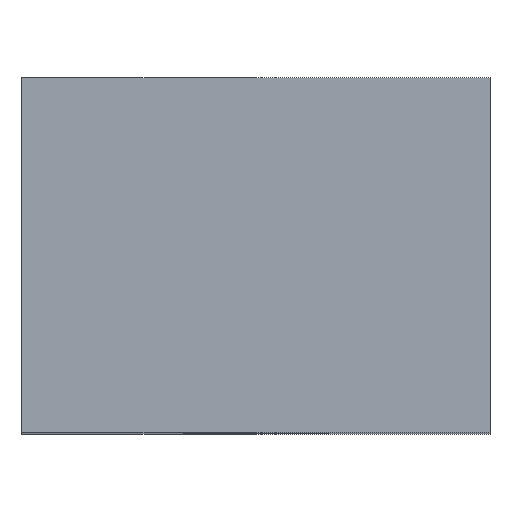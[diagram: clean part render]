
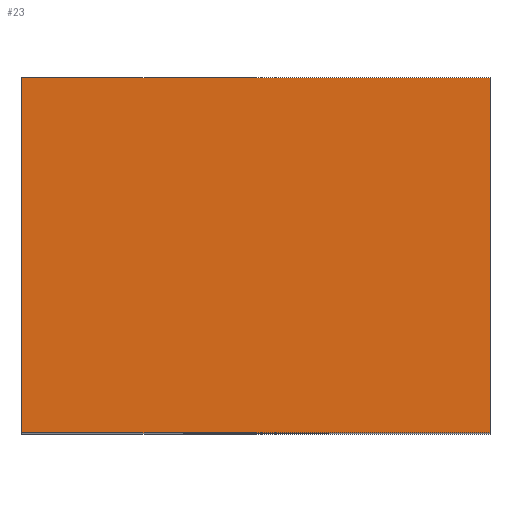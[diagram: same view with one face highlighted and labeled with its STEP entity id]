
A CAD part, top view. The second image highlights one B-rep face of the part: STEP entity #23.
In plain terms, the highlighted planar face has unit normal (0, 0, 1).
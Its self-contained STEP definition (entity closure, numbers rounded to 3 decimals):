
#23=ADVANCED_FACE('',(#47),#314,.T.);
#47=FACE_OUTER_BOUND('',#70,.T.);
#70=EDGE_LOOP('',(#130,#131,#132,#133));
#130=ORIENTED_EDGE('',*,*,#192,.F.);
#131=ORIENTED_EDGE('',*,*,#198,.F.);
#132=ORIENTED_EDGE('',*,*,#199,.T.);
#133=ORIENTED_EDGE('',*,*,#200,.T.);
#192=EDGE_CURVE('',#286,#287,#240,.T.);
#198=EDGE_CURVE('',#288,#286,#246,.T.);
#199=EDGE_CURVE('',#288,#289,#247,.T.);
#200=EDGE_CURVE('',#289,#287,#248,.T.);
#240=B_SPLINE_CURVE_WITH_KNOTS('',1,(#468,#469),.UNSPECIFIED.,.F.,.F.,(2,
2),(0.,27.),.UNSPECIFIED.);
#246=B_SPLINE_CURVE_WITH_KNOTS('',1,(#480,#481),.UNSPECIFIED.,.F.,.F.,(2,
2),(-12.,0.),.UNSPECIFIED.);
#247=B_SPLINE_CURVE_WITH_KNOTS('',1,(#482,#483),.UNSPECIFIED.,.F.,.F.,(2,
2),(0.,27.),.UNSPECIFIED.);
#248=B_SPLINE_CURVE_WITH_KNOTS('',1,(#484,#485),.UNSPECIFIED.,.F.,.F.,(2,
2),(-12.,0.),.UNSPECIFIED.);
#286=VERTEX_POINT('',#420);
#287=VERTEX_POINT('',#421);
#288=VERTEX_POINT('',#422);
#289=VERTEX_POINT('',#423);
#314=PLANE('',#353);
#353=AXIS2_PLACEMENT_3D('',#397,#375,$);
#375=DIRECTION('',(0.,0.,1.));
#397=CARTESIAN_POINT('',(-14.5,-11.,50.758));
#420=CARTESIAN_POINT('',(14.5,-11.,50.758));
#421=CARTESIAN_POINT('',(-14.5,-11.,50.758));
#422=CARTESIAN_POINT('',(14.5,11.,50.758));
#423=CARTESIAN_POINT('',(-14.5,11.,50.758));
#468=CARTESIAN_POINT('',(14.5,-11.,50.758));
#469=CARTESIAN_POINT('',(-14.5,-11.,50.758));
#480=CARTESIAN_POINT('',(14.5,11.,50.758));
#481=CARTESIAN_POINT('',(14.5,-11.,50.758));
#482=CARTESIAN_POINT('',(14.5,11.,50.758));
#483=CARTESIAN_POINT('',(-14.5,11.,50.758));
#484=CARTESIAN_POINT('',(-14.5,11.,50.758));
#485=CARTESIAN_POINT('',(-14.5,-11.,50.758));
